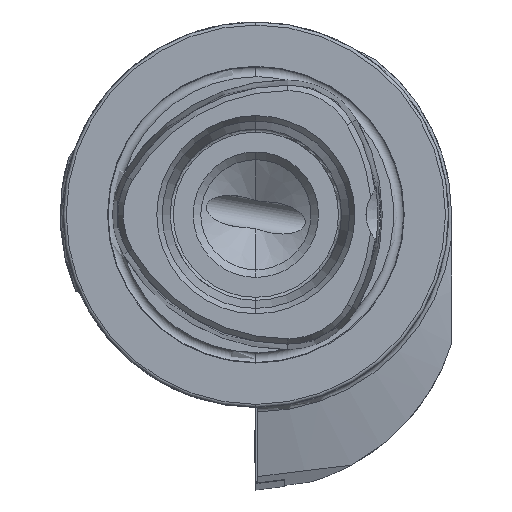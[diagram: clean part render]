
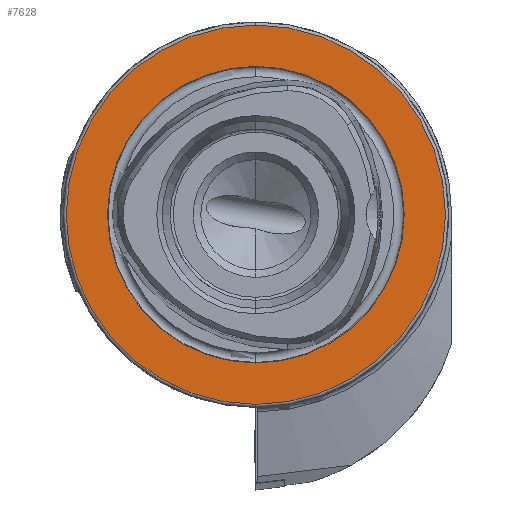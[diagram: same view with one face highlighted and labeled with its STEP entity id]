
A CAD part, left-side view. The second image highlights one B-rep face of the part: STEP entity #7628.
In plain terms, the highlighted planar face has unit normal (-1, 0, 0).
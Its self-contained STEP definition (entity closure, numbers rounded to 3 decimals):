
#108 = DIRECTION ( 'NONE',  ( 0., 0., 1. ) ) ;
#178 = VERTEX_POINT ( 'NONE', #6115 ) ;
#434 = EDGE_CURVE ( 'NONE', #8147, #12218, #4209, .T. ) ;
#550 = CARTESIAN_POINT ( 'NONE',  ( 0., 0., 0. ) ) ;
#674 = CARTESIAN_POINT ( 'NONE',  ( 0., 0., 0. ) ) ;
#863 = AXIS2_PLACEMENT_3D ( 'NONE', #550, #2650, #6400 ) ;
#875 = PLANE ( 'NONE',  #11502 ) ;
#1033 = AXIS2_PLACEMENT_3D ( 'NONE', #12261, #1710, #12310 ) ;
#1533 = VERTEX_POINT ( 'NONE', #5592 ) ;
#1710 = DIRECTION ( 'NONE',  ( -1., 0., 0. ) ) ;
#1785 = CARTESIAN_POINT ( 'NONE',  ( 0., 24.25, 0. ) ) ;
#2650 = DIRECTION ( 'NONE',  ( -1., 0., 0. ) ) ;
#3084 = CARTESIAN_POINT ( 'NONE',  ( 0., 0., -24.25 ) ) ;
#3577 = AXIS2_PLACEMENT_3D ( 'NONE', #10700, #5881, #108 ) ;
#3783 = CIRCLE ( 'NONE', #4780, 24.25 ) ;
#4209 = CIRCLE ( 'NONE', #3577, 24.25 ) ;
#4780 = AXIS2_PLACEMENT_3D ( 'NONE', #674, #10263, #8458 ) ;
#5592 = CARTESIAN_POINT ( 'NONE',  ( 0., 0., -31. ) ) ;
#5881 = DIRECTION ( 'NONE',  ( -1., 0., 0. ) ) ;
#5947 = CIRCLE ( 'NONE', #1033, 31. ) ;
#6115 = CARTESIAN_POINT ( 'NONE',  ( 0., 0., 31. ) ) ;
#6210 = EDGE_LOOP ( 'NONE', ( #8558, #11997 ) ) ;
#6400 = DIRECTION ( 'NONE',  ( 0., 0., 1. ) ) ;
#7493 = DIRECTION ( 'NONE',  ( 1., 0., 0. ) ) ;
#7628 = ADVANCED_FACE ( 'NONE', ( #12117, #11801 ), #875, .F. ) ;
#8024 = ORIENTED_EDGE ( 'NONE', *, *, #9982, .T. ) ;
#8147 = VERTEX_POINT ( 'NONE', #3084 ) ;
#8458 = DIRECTION ( 'NONE',  ( 0., 0., 1. ) ) ;
#8558 = ORIENTED_EDGE ( 'NONE', *, *, #12308, .F. ) ;
#9403 = DIRECTION ( 'NONE',  ( 0., 0., -1. ) ) ;
#9794 = CIRCLE ( 'NONE', #863, 31. ) ;
#9825 = EDGE_CURVE ( 'NONE', #1533, #178, #9794, .T. ) ;
#9982 = EDGE_CURVE ( 'NONE', #178, #1533, #5947, .T. ) ;
#10027 = ORIENTED_EDGE ( 'NONE', *, *, #9825, .T. ) ;
#10069 = CARTESIAN_POINT ( 'NONE',  ( 0., 0., 24.25 ) ) ;
#10263 = DIRECTION ( 'NONE',  ( -1., 0., 0. ) ) ;
#10700 = CARTESIAN_POINT ( 'NONE',  ( 0., 0., 0. ) ) ;
#10730 = EDGE_LOOP ( 'NONE', ( #8024, #10027 ) ) ;
#11502 = AXIS2_PLACEMENT_3D ( 'NONE', #1785, #7493, #9403 ) ;
#11801 = FACE_OUTER_BOUND ( 'NONE', #10730, .T. ) ;
#11997 = ORIENTED_EDGE ( 'NONE', *, *, #434, .F. ) ;
#12117 = FACE_BOUND ( 'NONE', #6210, .T. ) ;
#12218 = VERTEX_POINT ( 'NONE', #10069 ) ;
#12261 = CARTESIAN_POINT ( 'NONE',  ( 0., 0., 0. ) ) ;
#12308 = EDGE_CURVE ( 'NONE', #12218, #8147, #3783, .T. ) ;
#12310 = DIRECTION ( 'NONE',  ( 0., 0., 1. ) ) ;
